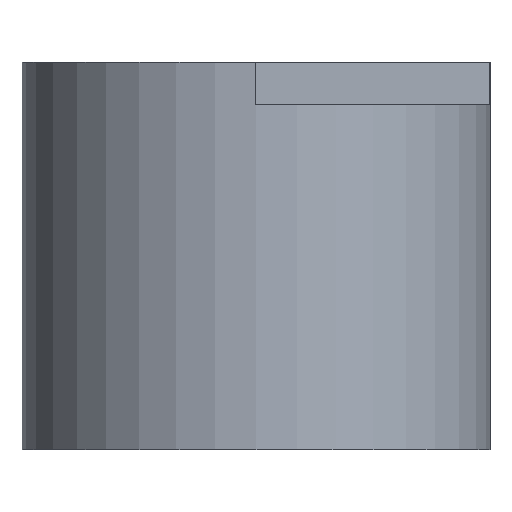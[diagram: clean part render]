
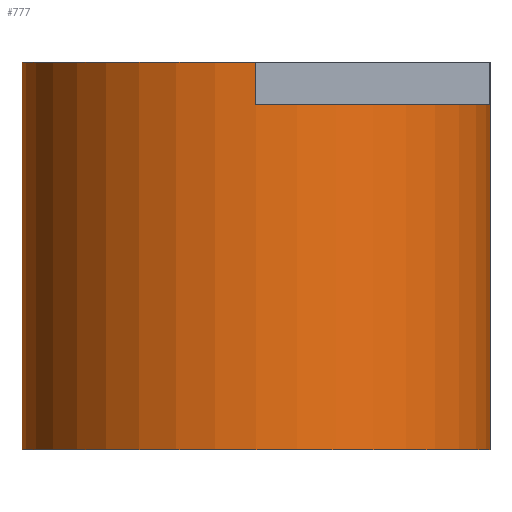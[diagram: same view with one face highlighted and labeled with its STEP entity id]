
A CAD part, left-side view. The second image highlights one B-rep face of the part: STEP entity #777.
In plain terms, the highlighted cylindrical face has radius 11 mm (diameter 22 mm), a partial arc.
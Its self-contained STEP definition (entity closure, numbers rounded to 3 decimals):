
#58=FACE_OUTER_BOUND('',#100,.T.);
#100=EDGE_LOOP('',(#596,#597,#598,#599,#600,#601));
#119=CIRCLE('',#837,11.);
#120=CIRCLE('',#839,11.);
#121=CIRCLE('',#840,11.);
#222=LINE('',#2041,#264);
#225=LINE('',#2051,#267);
#226=LINE('',#2054,#268);
#264=VECTOR('',#953,10.);
#267=VECTOR('',#964,10.);
#268=VECTOR('',#967,10.);
#342=VERTEX_POINT('',#2037);
#344=VERTEX_POINT('',#2040);
#345=VERTEX_POINT('',#2042);
#346=VERTEX_POINT('',#2048);
#347=VERTEX_POINT('',#2050);
#348=VERTEX_POINT('',#2052);
#447=EDGE_CURVE('',#344,#342,#222,.T.);
#450=EDGE_CURVE('',#345,#344,#119,.T.);
#451=EDGE_CURVE('',#346,#342,#120,.T.);
#452=EDGE_CURVE('',#347,#346,#225,.T.);
#453=EDGE_CURVE('',#347,#348,#121,.T.);
#454=EDGE_CURVE('',#348,#345,#226,.T.);
#596=ORIENTED_EDGE('',*,*,#450,.T.);
#597=ORIENTED_EDGE('',*,*,#447,.T.);
#598=ORIENTED_EDGE('',*,*,#451,.F.);
#599=ORIENTED_EDGE('',*,*,#452,.F.);
#600=ORIENTED_EDGE('',*,*,#453,.T.);
#601=ORIENTED_EDGE('',*,*,#454,.T.);
#741=CYLINDRICAL_SURFACE('',#838,11.);
#777=ADVANCED_FACE('',(#58),#741,.T.);
#837=AXIS2_PLACEMENT_3D('',#2046,#958,#959);
#838=AXIS2_PLACEMENT_3D('',#2047,#960,#961);
#839=AXIS2_PLACEMENT_3D('',#2049,#962,#963);
#840=AXIS2_PLACEMENT_3D('',#2053,#965,#966);
#953=DIRECTION('',(0.,0.,1.));
#958=DIRECTION('center_axis',(0.,0.,-1.));
#959=DIRECTION('ref_axis',(0.,1.,0.));
#960=DIRECTION('center_axis',(0.,0.,1.));
#961=DIRECTION('ref_axis',(0.,1.,0.));
#962=DIRECTION('center_axis',(0.,0.,1.));
#963=DIRECTION('ref_axis',(0.,1.,0.));
#964=DIRECTION('',(0.,0.,1.));
#965=DIRECTION('center_axis',(0.,0.,1.));
#966=DIRECTION('ref_axis',(0.,1.,0.));
#967=DIRECTION('',(0.,0.,1.));
#2037=CARTESIAN_POINT('',(-36.,0.,18.2));
#2040=CARTESIAN_POINT('',(-36.,0.,16.2));
#2041=CARTESIAN_POINT('',(-36.,0.,0.));
#2042=CARTESIAN_POINT('',(-25.,-11.,16.2));
#2046=CARTESIAN_POINT('Origin',(-25.,0.,16.2));
#2047=CARTESIAN_POINT('Origin',(-25.,0.,0.));
#2048=CARTESIAN_POINT('',(-25.,11.,18.2));
#2049=CARTESIAN_POINT('Origin',(-25.,0.,18.2));
#2050=CARTESIAN_POINT('',(-25.,11.,0.));
#2051=CARTESIAN_POINT('',(-25.,11.,0.));
#2052=CARTESIAN_POINT('',(-25.,-11.,0.));
#2053=CARTESIAN_POINT('Origin',(-25.,0.,0.));
#2054=CARTESIAN_POINT('',(-25.,-11.,0.));
